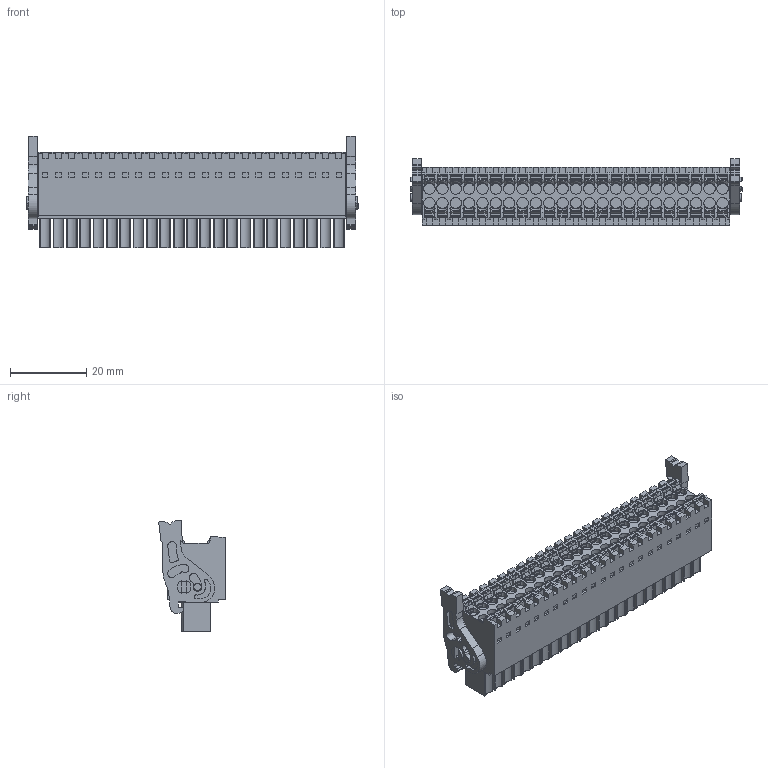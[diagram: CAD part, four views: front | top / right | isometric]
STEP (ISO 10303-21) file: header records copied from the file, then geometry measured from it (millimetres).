
FILE_DESCRIPTION(('CATIA V5 STEP','CAx-IF Rec.Pracs.--- Model Styling and Organization---1.4--- 2014-01-23'),'2;1');
FILE_NAME ('224623-3_1', '2023-08-22T06:50:05+00:00', ('none'), ('Weidmueller'), 'CATIA Version 5-6 Release 2016 SP3 HF44', 'CATIA V5 STEP AP214', 'none');
FILE_SCHEMA(('AUTOMOTIVE_DESIGN { 1 0 10303 214 1 1 1 1 }'));
Products named in the file (1): 2558660000
Bounding box: 87 x 17.45 x 29.28 mm (x, y, z)
Volume: 23102.5 mm3; surface area: 15084.8 mm2
Topology: 49 solids, 49 shells, 3229 faces, 9397 edges, 6393 vertices
Faces by surface type: plane 2057, cylinder 436, extrusion 277, torus 275, cone 92, bspline 92
Entity records: 110713 total; most frequent: CARTESIAN_POINT 34514, ORIENTED_EDGE 18794, DIRECTION 10695, EDGE_CURVE 9397, VECTOR 6862, LINE 6585, VERTEX_POINT 6393, EDGE_LOOP 3368
